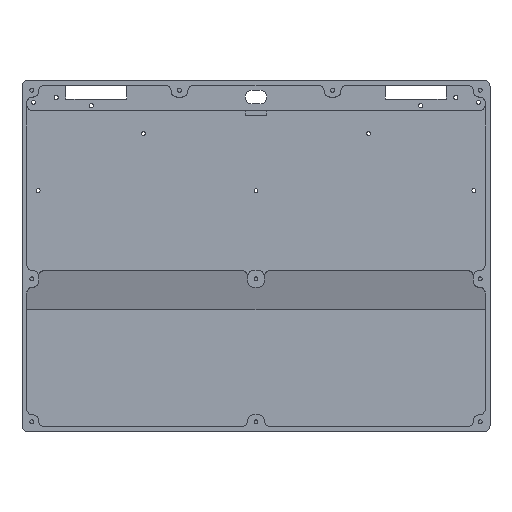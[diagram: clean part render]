
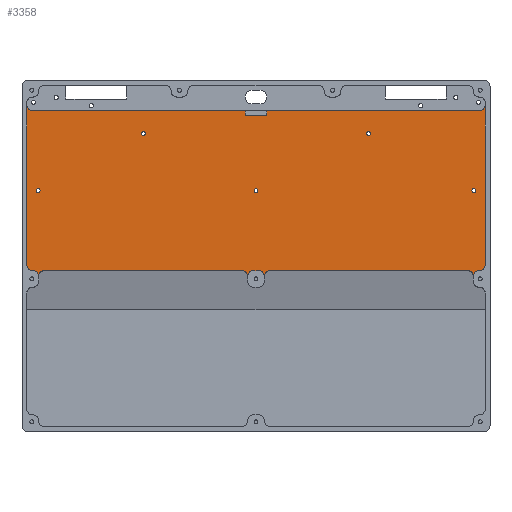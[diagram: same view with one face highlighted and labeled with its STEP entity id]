
A CAD part, top view. The second image highlights one B-rep face of the part: STEP entity #3358.
In plain terms, the highlighted planar face has unit normal (0, 0, 1).
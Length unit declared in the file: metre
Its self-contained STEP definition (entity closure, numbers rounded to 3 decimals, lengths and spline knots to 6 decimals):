
#214=LINE('',#5157,#548);
#227=LINE('',#5183,#561);
#240=LINE('',#5209,#574);
#245=LINE('',#5219,#579);
#247=LINE('',#5223,#581);
#333=LINE('',#5515,#667);
#334=LINE('',#5517,#668);
#335=LINE('',#5518,#669);
#336=LINE('',#5520,#670);
#337=LINE('',#5532,#671);
#548=VECTOR('',#4062,1.);
#561=VECTOR('',#4081,1.);
#574=VECTOR('',#4098,1.);
#579=VECTOR('',#4105,1.);
#581=VECTOR('',#4109,1.);
#667=VECTOR('',#4373,1.);
#668=VECTOR('',#4374,1.);
#669=VECTOR('',#4375,1.);
#670=VECTOR('',#4376,1.);
#671=VECTOR('',#4389,1.);
#1172=ORIENTED_EDGE('',*,*,#2082,.T.);
#1173=ORIENTED_EDGE('',*,*,#2083,.T.);
#1174=ORIENTED_EDGE('',*,*,#2084,.T.);
#1175=ORIENTED_EDGE('',*,*,#1911,.F.);
#1176=ORIENTED_EDGE('',*,*,#2085,.T.);
#1177=ORIENTED_EDGE('',*,*,#2086,.T.);
#1178=ORIENTED_EDGE('',*,*,#2087,.F.);
#1179=ORIENTED_EDGE('',*,*,#1898,.T.);
#1180=ORIENTED_EDGE('',*,*,#2088,.F.);
#1181=ORIENTED_EDGE('',*,*,#2089,.F.);
#1182=ORIENTED_EDGE('',*,*,#2090,.T.);
#1183=ORIENTED_EDGE('',*,*,#1924,.T.);
#1184=ORIENTED_EDGE('',*,*,#2091,.T.);
#1185=ORIENTED_EDGE('',*,*,#2092,.T.);
#1186=ORIENTED_EDGE('',*,*,#2093,.T.);
#1187=ORIENTED_EDGE('',*,*,#1931,.T.);
#1188=ORIENTED_EDGE('',*,*,#2094,.T.);
#1189=ORIENTED_EDGE('',*,*,#2095,.T.);
#1190=ORIENTED_EDGE('',*,*,#2096,.T.);
#1191=ORIENTED_EDGE('',*,*,#2097,.T.);
#1192=ORIENTED_EDGE('',*,*,#2098,.T.);
#1193=ORIENTED_EDGE('',*,*,#1929,.T.);
#1194=ORIENTED_EDGE('',*,*,#2099,.F.);
#1195=ORIENTED_EDGE('',*,*,#2100,.F.);
#1196=ORIENTED_EDGE('',*,*,#2101,.F.);
#1197=ORIENTED_EDGE('',*,*,#2102,.F.);
#1198=ORIENTED_EDGE('',*,*,#2103,.F.);
#1898=EDGE_CURVE('',#2375,#2373,#214,.T.);
#1911=EDGE_CURVE('',#2385,#2386,#227,.T.);
#1924=EDGE_CURVE('',#2396,#2395,#240,.T.);
#1929=EDGE_CURVE('',#2400,#2399,#245,.T.);
#1931=EDGE_CURVE('',#2401,#2402,#247,.T.);
#2082=EDGE_CURVE('',#2399,#2515,#2683,.F.);
#2083=EDGE_CURVE('',#2515,#2516,#2684,.F.);
#2084=EDGE_CURVE('',#2516,#2386,#2685,.T.);
#2085=EDGE_CURVE('',#2385,#2517,#2686,.F.);
#2086=EDGE_CURVE('',#2517,#2518,#333,.T.);
#2087=EDGE_CURVE('',#2375,#2518,#334,.T.);
#2088=EDGE_CURVE('',#2519,#2373,#335,.T.);
#2089=EDGE_CURVE('',#2520,#2519,#336,.T.);
#2090=EDGE_CURVE('',#2520,#2396,#2687,.F.);
#2091=EDGE_CURVE('',#2395,#2521,#2688,.T.);
#2092=EDGE_CURVE('',#2521,#2522,#2689,.F.);
#2093=EDGE_CURVE('',#2522,#2401,#2690,.F.);
#2094=EDGE_CURVE('',#2402,#2523,#2691,.F.);
#2095=EDGE_CURVE('',#2523,#2524,#2692,.F.);
#2096=EDGE_CURVE('',#2524,#2525,#337,.T.);
#2097=EDGE_CURVE('',#2525,#2526,#2693,.F.);
#2098=EDGE_CURVE('',#2526,#2400,#2694,.F.);
#2099=EDGE_CURVE('',#2527,#2527,#2695,.T.);
#2100=EDGE_CURVE('',#2528,#2528,#2696,.T.);
#2101=EDGE_CURVE('',#2529,#2529,#2697,.T.);
#2102=EDGE_CURVE('',#2530,#2530,#2698,.T.);
#2103=EDGE_CURVE('',#2531,#2531,#2699,.T.);
#2373=VERTEX_POINT('',#5155);
#2375=VERTEX_POINT('',#5158);
#2385=VERTEX_POINT('',#5184);
#2386=VERTEX_POINT('',#5185);
#2395=VERTEX_POINT('',#5208);
#2396=VERTEX_POINT('',#5210);
#2399=VERTEX_POINT('',#5218);
#2400=VERTEX_POINT('',#5220);
#2401=VERTEX_POINT('',#5224);
#2402=VERTEX_POINT('',#5225);
#2515=VERTEX_POINT('',#5509);
#2516=VERTEX_POINT('',#5511);
#2517=VERTEX_POINT('',#5514);
#2518=VERTEX_POINT('',#5516);
#2519=VERTEX_POINT('',#5519);
#2520=VERTEX_POINT('',#5521);
#2521=VERTEX_POINT('',#5524);
#2522=VERTEX_POINT('',#5526);
#2523=VERTEX_POINT('',#5529);
#2524=VERTEX_POINT('',#5531);
#2525=VERTEX_POINT('',#5533);
#2526=VERTEX_POINT('',#5535);
#2527=VERTEX_POINT('',#5538);
#2528=VERTEX_POINT('',#5540);
#2529=VERTEX_POINT('',#5542);
#2530=VERTEX_POINT('',#5544);
#2531=VERTEX_POINT('',#5546);
#2683=CIRCLE('',#3652,0.003);
#2684=CIRCLE('',#3653,0.003);
#2685=CIRCLE('',#3654,0.003);
#2686=CIRCLE('',#3655,0.003);
#2687=CIRCLE('',#3656,0.003);
#2688=CIRCLE('',#3657,0.003);
#2689=CIRCLE('',#3658,0.003);
#2690=CIRCLE('',#3659,0.003);
#2691=CIRCLE('',#3660,0.003);
#2692=CIRCLE('',#3661,0.003);
#2693=CIRCLE('',#3662,0.003);
#2694=CIRCLE('',#3663,0.003);
#2695=CIRCLE('',#3664,0.001);
#2696=CIRCLE('',#3665,0.001);
#2697=CIRCLE('',#3666,0.001);
#2698=CIRCLE('',#3667,0.001);
#2699=CIRCLE('',#3668,0.001);
#2805=EDGE_LOOP('',(#1172,#1173,#1174,#1175,#1176,#1177,#1178,#1179,#1180,
#1181,#1182,#1183,#1184,#1185,#1186,#1187,#1188,#1189,#1190,#1191,#1192,
#1193));
#2806=EDGE_LOOP('',(#1194));
#2807=EDGE_LOOP('',(#1195));
#2808=EDGE_LOOP('',(#1196));
#2809=EDGE_LOOP('',(#1197));
#2810=EDGE_LOOP('',(#1198));
#3045=FACE_BOUND('',#2805,.T.);
#3046=FACE_BOUND('',#2806,.T.);
#3047=FACE_BOUND('',#2807,.T.);
#3048=FACE_BOUND('',#2808,.T.);
#3049=FACE_BOUND('',#2809,.T.);
#3050=FACE_BOUND('',#2810,.T.);
#3253=PLANE('',#3651);
#3358=ADVANCED_FACE('',(#3045,#3046,#3047,#3048,#3049,#3050),#3253,.T.);
#3651=AXIS2_PLACEMENT_3D('',#5507,#4363,#4364);
#3652=AXIS2_PLACEMENT_3D('',#5508,#4365,#4366);
#3653=AXIS2_PLACEMENT_3D('',#5510,#4367,#4368);
#3654=AXIS2_PLACEMENT_3D('',#5512,#4369,#4370);
#3655=AXIS2_PLACEMENT_3D('',#5513,#4371,#4372);
#3656=AXIS2_PLACEMENT_3D('',#5522,#4377,#4378);
#3657=AXIS2_PLACEMENT_3D('',#5523,#4379,#4380);
#3658=AXIS2_PLACEMENT_3D('',#5525,#4381,#4382);
#3659=AXIS2_PLACEMENT_3D('',#5527,#4383,#4384);
#3660=AXIS2_PLACEMENT_3D('',#5528,#4385,#4386);
#3661=AXIS2_PLACEMENT_3D('',#5530,#4387,#4388);
#3662=AXIS2_PLACEMENT_3D('',#5534,#4390,#4391);
#3663=AXIS2_PLACEMENT_3D('',#5536,#4392,#4393);
#3664=AXIS2_PLACEMENT_3D('',#5537,#4394,#4395);
#3665=AXIS2_PLACEMENT_3D('',#5539,#4396,#4397);
#3666=AXIS2_PLACEMENT_3D('',#5541,#4398,#4399);
#3667=AXIS2_PLACEMENT_3D('',#5543,#4400,#4401);
#3668=AXIS2_PLACEMENT_3D('',#5545,#4402,#4403);
#4062=DIRECTION('',(-1.,0.,0.));
#4081=DIRECTION('',(0.,-1.,0.));
#4098=DIRECTION('',(0.,-1.,0.));
#4105=DIRECTION('',(1.,0.,0.));
#4109=DIRECTION('',(1.,0.,0.));
#4363=DIRECTION('',(0.,0.,1.));
#4364=DIRECTION('',(1.,0.,0.));
#4365=DIRECTION('',(0.,0.,1.));
#4366=DIRECTION('',(1.,0.,0.));
#4367=DIRECTION('',(0.,0.,1.));
#4368=DIRECTION('',(1.,0.,0.));
#4369=DIRECTION('',(0.,0.,1.));
#4370=DIRECTION('',(1.,0.,0.));
#4371=DIRECTION('',(0.,0.,1.));
#4372=DIRECTION('',(1.,0.,0.));
#4373=DIRECTION('',(-1.,0.,0.));
#4374=DIRECTION('',(0.,1.,0.));
#4375=DIRECTION('',(0.,-1.,0.));
#4376=DIRECTION('',(1.,0.,0.));
#4377=DIRECTION('',(0.,0.,1.));
#4378=DIRECTION('',(1.,0.,0.));
#4379=DIRECTION('',(0.,0.,1.));
#4380=DIRECTION('',(1.,0.,0.));
#4381=DIRECTION('',(0.,0.,1.));
#4382=DIRECTION('',(1.,0.,0.));
#4383=DIRECTION('',(0.,0.,1.));
#4384=DIRECTION('',(1.,0.,0.));
#4385=DIRECTION('',(0.,0.,1.));
#4386=DIRECTION('',(1.,0.,0.));
#4387=DIRECTION('',(0.,0.,1.));
#4388=DIRECTION('',(1.,0.,0.));
#4389=DIRECTION('',(1.,0.,0.));
#4390=DIRECTION('',(0.,0.,1.));
#4391=DIRECTION('',(1.,0.,0.));
#4392=DIRECTION('',(0.,0.,1.));
#4393=DIRECTION('',(1.,0.,0.));
#4394=DIRECTION('',(0.,0.,1.));
#4395=DIRECTION('',(1.,0.,0.));
#4396=DIRECTION('',(0.,0.,1.));
#4397=DIRECTION('',(1.,0.,0.));
#4398=DIRECTION('',(0.,0.,1.));
#4399=DIRECTION('',(1.,0.,0.));
#4400=DIRECTION('',(0.,0.,1.));
#4401=DIRECTION('',(1.,0.,0.));
#4402=DIRECTION('',(0.,0.,1.));
#4403=DIRECTION('',(1.,0.,0.));
#5155=CARTESIAN_POINT('',(0.1145,-0.018,0.024));
#5157=CARTESIAN_POINT('',(0.00375,-0.018,0.024));
#5158=CARTESIAN_POINT('',(0.1255,-0.018,0.024));
#5183=CARTESIAN_POINT('',(0.2375,-0.0565,0.024));
#5184=CARTESIAN_POINT('',(0.2375,-0.0125,0.024));
#5185=CARTESIAN_POINT('',(0.2375,-0.0945,0.024));
#5208=CARTESIAN_POINT('',(0.0025,-0.0945,0.024));
#5209=CARTESIAN_POINT('',(0.0025,-0.09,0.024));
#5210=CARTESIAN_POINT('',(0.0025,-0.0125,0.024));
#5218=CARTESIAN_POINT('',(0.2285,-0.0975,0.024));
#5219=CARTESIAN_POINT('',(0.12,-0.0975,0.024));
#5220=CARTESIAN_POINT('',(0.12725,-0.0975,0.024));
#5223=CARTESIAN_POINT('',(0.12,-0.0975,0.024));
#5224=CARTESIAN_POINT('',(0.0115,-0.0975,0.024));
#5225=CARTESIAN_POINT('',(0.11275,-0.0975,0.024));
#5507=CARTESIAN_POINT('',(0.12,-0.0565,0.024));
#5508=CARTESIAN_POINT('',(0.2285,-0.1005,0.024));
#5509=CARTESIAN_POINT('',(0.2315,-0.1005,0.024));
#5510=CARTESIAN_POINT('',(0.2345,-0.1005,0.024));
#5511=CARTESIAN_POINT('',(0.2345,-0.0975,0.024));
#5512=CARTESIAN_POINT('',(0.2345,-0.0945,0.024));
#5513=CARTESIAN_POINT('',(0.2345,-0.0125,0.024));
#5514=CARTESIAN_POINT('',(0.2345,-0.0155,0.024));
#5515=CARTESIAN_POINT('',(0.20925,-0.0155,0.024));
#5516=CARTESIAN_POINT('',(0.1255,-0.0155,0.024));
#5517=CARTESIAN_POINT('',(0.1255,-0.01675,0.024));
#5518=CARTESIAN_POINT('',(0.1145,-0.01025,0.024));
#5519=CARTESIAN_POINT('',(0.1145,-0.0155,0.024));
#5520=CARTESIAN_POINT('',(0.03075,-0.0155,0.024));
#5521=CARTESIAN_POINT('',(0.0055,-0.0155,0.024));
#5522=CARTESIAN_POINT('',(0.0055,-0.0125,0.024));
#5523=CARTESIAN_POINT('',(0.0055,-0.0945,0.024));
#5524=CARTESIAN_POINT('',(0.0055,-0.0975,0.024));
#5525=CARTESIAN_POINT('',(0.0055,-0.1005,0.024));
#5526=CARTESIAN_POINT('',(0.0085,-0.1005,0.024));
#5527=CARTESIAN_POINT('',(0.0115,-0.1005,0.024));
#5528=CARTESIAN_POINT('',(0.11275,-0.1005,0.024));
#5529=CARTESIAN_POINT('',(0.11575,-0.1005,0.024));
#5530=CARTESIAN_POINT('',(0.11875,-0.1005,0.024));
#5531=CARTESIAN_POINT('',(0.11875,-0.0975,0.024));
#5532=CARTESIAN_POINT('',(0.12,-0.0975,0.024));
#5533=CARTESIAN_POINT('',(0.12125,-0.0975,0.024));
#5534=CARTESIAN_POINT('',(0.12125,-0.1005,0.024));
#5535=CARTESIAN_POINT('',(0.12425,-0.1005,0.024));
#5536=CARTESIAN_POINT('',(0.12725,-0.1005,0.024));
#5537=CARTESIAN_POINT('',(0.23175,-0.0565,0.024));
#5538=CARTESIAN_POINT('',(0.23275,-0.0565,0.024));
#5539=CARTESIAN_POINT('',(0.00825,-0.0565,0.024));
#5540=CARTESIAN_POINT('',(0.00925,-0.0565,0.024));
#5541=CARTESIAN_POINT('',(0.06225,-0.02725,0.024));
#5542=CARTESIAN_POINT('',(0.06325,-0.02725,0.024));
#5543=CARTESIAN_POINT('',(0.17775,-0.02725,0.024));
#5544=CARTESIAN_POINT('',(0.17875,-0.02725,0.024));
#5545=CARTESIAN_POINT('',(0.12,-0.0565,0.024));
#5546=CARTESIAN_POINT('',(0.121,-0.0565,0.024));
